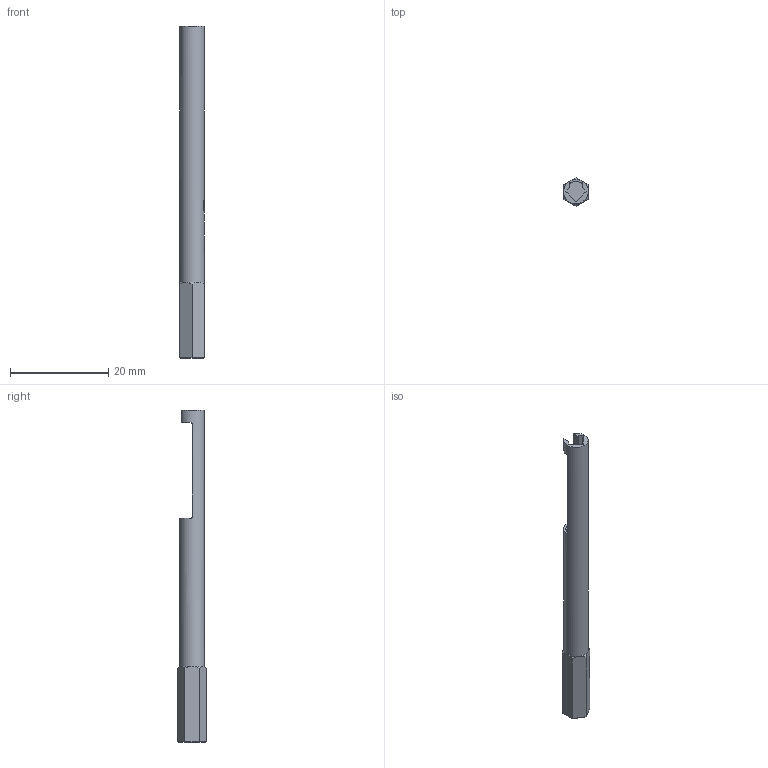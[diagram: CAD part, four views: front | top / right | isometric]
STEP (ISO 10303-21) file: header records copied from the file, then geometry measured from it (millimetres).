
FILE_DESCRIPTION (( 'STEP AP214' ), '1' );
FILE_NAME ('MOD-1007307-BIT733.STEP', '2023-04-21T10:05:09', ( '' ), ( '' ), 'SwSTEP 2.0', 'SolidWorks 2020', '' );
FILE_SCHEMA (( 'AUTOMOTIVE_DESIGN' ));
Length unit declared in the file: millimetre
Products named in the file (1): MOD-1007307-BIT733
Bounding box: 5 x 5.77 x 67.5 mm (x, y, z)
Volume: 1006.9 mm3; surface area: 1148.3 mm2
Topology: 1 solids, 1 shells, 157 faces, 434 edges, 283 vertices
Faces by surface type: plane 87, bspline 47, cylinder 17, cone 6
Full cylindrical faces by diameter (mm): 4.1 x1, 5 x1
Entity records: 9794 total; most frequent: CARTESIAN_POINT 4614, ORIENTED_EDGE 816, DIRECTION 533, EDGE_CURVE 408, VERTEX_POINT 267, AXIS2_PLACEMENT_3D 181, LINE 171, VECTOR 171
